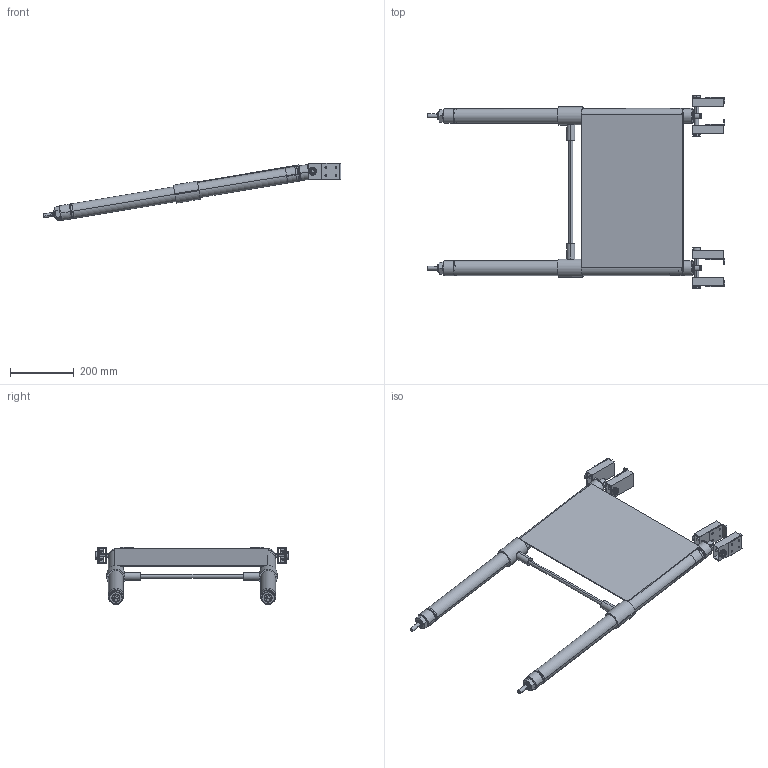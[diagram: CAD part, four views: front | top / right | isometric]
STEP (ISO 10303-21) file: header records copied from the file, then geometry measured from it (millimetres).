
FILE_DESCRIPTION (( 'STEP AP214' ), '1' );
FILE_NAME ('Lift.STEP', '2016-01-16T05:37:34', ( '' ), ( '' ), 'SwSTEP 2.0', 'SolidWorks 2015', '' );
FILE_SCHEMA (( 'AUTOMOTIVE_DESIGN' ));
Length unit declared in the file: inch
Products named in the file (17): 7_PART_SR_2427_DP0_rod_in_ASM_SR_2427_DP; 4_PART_24P0000_rear_head_in_ASM_SR_2427_DP; am-2954 AM14U2 2x3 Hole Bracket; Piston Holder; Sponser Lexan Sheet; Pneumatic Spacer; Lift; 2_PART_24R000_0_rod_guide_in_ASM_SR_2427_DP; Pneumatic pivot bar; SR-2427-DP; 27 in Piston; 1_PART_SR_2427_DPSR0000_0_dummy_in_ASM_SR_2427_DP; 6_PART_D_1331_in_ASM_SR_2427_DP; 5_PART_D_1331_in_ASM_SR_2427_DP; 10mm Shaft Collar; Pneumatic Brace Bar; Pneumatic Brace Mount
Assembly tree (29 placements, depth 3):
  7_PART_SR_2427_DP0_rod_in_ASM_SR_2427_DP
  Lift
    am-2954 AM14U2 2x3 Hole Bracket  x4
    Piston Holder  x4
    27 in Piston  x2
      1_PART_SR_2427_DPSR0000_0_dummy_in_ASM_SR_2427_DP
      2_PART_24R000_0_rod_guide_in_ASM_SR_2427_DP
      4_PART_24P0000_rear_head_in_ASM_SR_2427_DP
      5_PART_D_1331_in_ASM_SR_2427_DP
      6_PART_D_1331_in_ASM_SR_2427_DP
    Pneumatic pivot bar  x2
    10mm Shaft Collar  x4
    Pneumatic Spacer  x4
    Pneumatic Brace Mount  x2
    Pneumatic Brace Bar
    Sponser Lexan Sheet
  SR-2427-DP
Bounding box: 938.2 x 608.55 x 181.5 mm (x, y, z)
Volume: 1744903.6 mm3; surface area: 1132881.1 mm2
Topology: 32 solids, 32 shells, 826 faces, 2008 edges, 1276 vertices
Faces by surface type: cylinder 270, plane 268, cone 224, bspline 56, torus 8
Entity records: 11204 total; most frequent: CARTESIAN_POINT 2803, DIRECTION 1621, ORIENTED_EDGE 1484, EDGE_CURVE 742, AXIS2_PLACEMENT_3D 662, VERTEX_POINT 466, EDGE_LOOP 360, CIRCLE 339
